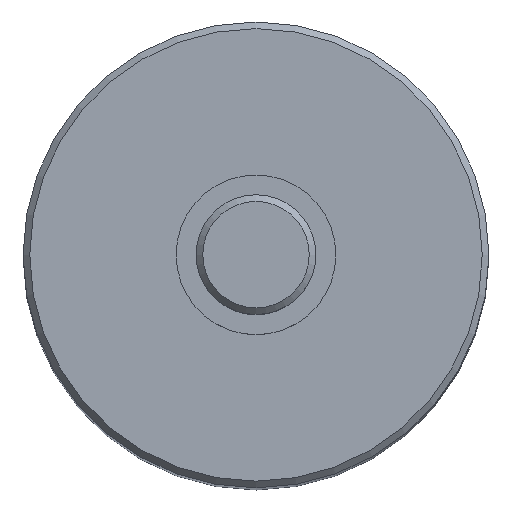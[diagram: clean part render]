
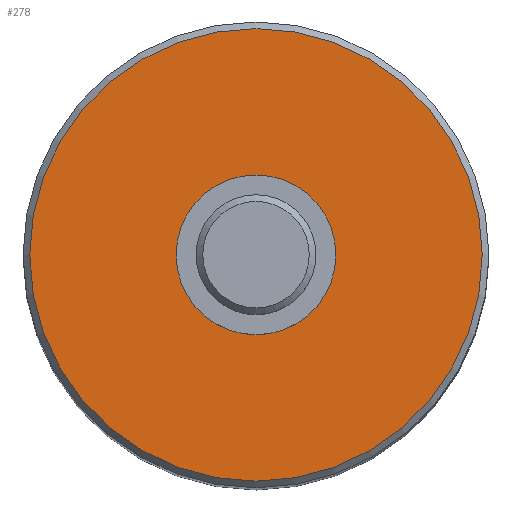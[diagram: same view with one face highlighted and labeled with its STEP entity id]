
A CAD part, top view. The second image highlights one B-rep face of the part: STEP entity #278.
In plain terms, the highlighted planar face has unit normal (0, 0, 1).
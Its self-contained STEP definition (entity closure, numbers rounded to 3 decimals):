
#76=FACE_BOUND('',#121,.T.);
#82=PLANE('',#334);
#102=FACE_OUTER_BOUND('',#120,.T.);
#120=EDGE_LOOP('',(#258));
#121=EDGE_LOOP('',(#259));
#145=CIRCLE('',#311,6.);
#157=CIRCLE('',#333,17.);
#166=VERTEX_POINT('',#486);
#178=VERTEX_POINT('',#526);
#187=EDGE_CURVE('',#166,#166,#145,.T.);
#204=EDGE_CURVE('',#178,#178,#157,.T.);
#258=ORIENTED_EDGE('',*,*,#204,.F.);
#259=ORIENTED_EDGE('',*,*,#187,.T.);
#278=ADVANCED_FACE('',(#102,#76),#82,.T.);
#311=AXIS2_PLACEMENT_3D('',#488,#377,#378);
#333=AXIS2_PLACEMENT_3D('',#527,#426,#427);
#334=AXIS2_PLACEMENT_3D('',#529,#429,#430);
#377=DIRECTION('center_axis',(0.,0.,-1.));
#378=DIRECTION('ref_axis',(-1.,0.,0.));
#426=DIRECTION('center_axis',(0.,0.,-1.));
#427=DIRECTION('ref_axis',(-1.,0.,0.));
#429=DIRECTION('center_axis',(0.,0.,1.));
#430=DIRECTION('ref_axis',(1.,0.,0.));
#486=CARTESIAN_POINT('',(6.,0.,47.5));
#488=CARTESIAN_POINT('Origin',(0.,0.,47.5));
#526=CARTESIAN_POINT('',(17.,0.,47.5));
#527=CARTESIAN_POINT('Origin',(0.,0.,47.5));
#529=CARTESIAN_POINT('Origin',(0.,0.,47.5));
